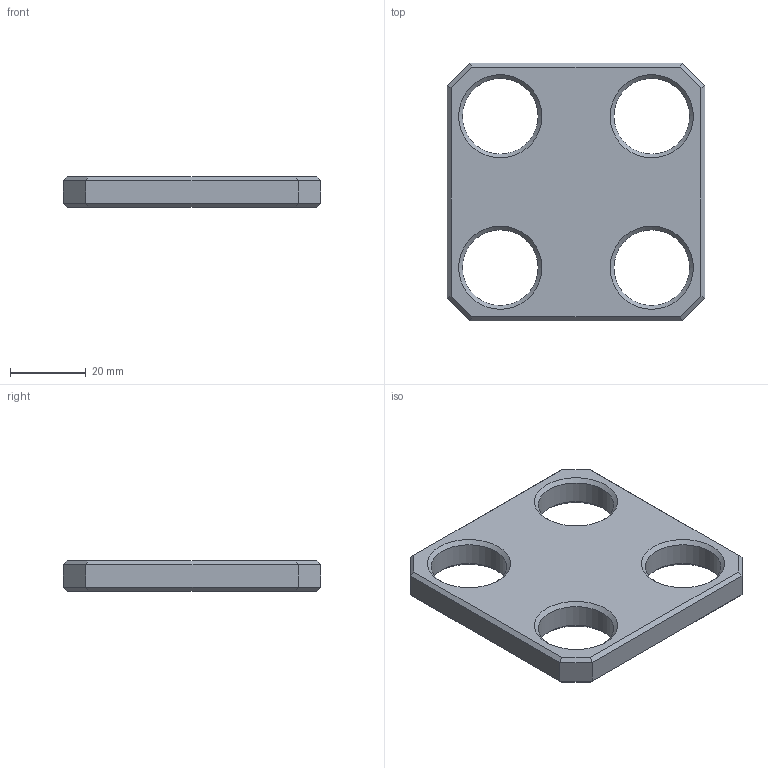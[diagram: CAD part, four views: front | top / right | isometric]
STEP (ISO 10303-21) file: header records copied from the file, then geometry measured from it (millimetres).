
FILE_DESCRIPTION(/* description */ ('Passplatte 80x80x8 schwarz'),/* implementation_level */ '2;1');
FILE_NAME(/* name */ 'SV4007S_A.stp',/* time_stamp */ '2015-11-28T11:07:03+01:00',/* author */ ('marina kaa'),/* organization */ (''),/* preprocessor_version */ 'ST-DEVELOPER v15.6',/* originating_system */ 'Autodesk Inventor 2015',/* authorisation */ '');
FILE_SCHEMA (('AUTOMOTIVE_DESIGN { 1 0 10303 214 3 1 1 }'));
Length unit declared in the file: millimetre
Products named in the file (1): SV4007S_A
Bounding box: 68 x 68 x 8 mm (x, y, z)
Volume: 25847.5 mm3; surface area: 10075.9 mm2
Topology: 1 solids, 1 shells, 38 faces, 88 edges, 52 vertices
Faces by surface type: plane 26, cone 8, cylinder 4
Full cylindrical faces by diameter (mm): 20 x4
Entity records: 992 total; most frequent: DIRECTION 166, CARTESIAN_POINT 159, ORIENTED_EDGE 144, EDGE_CURVE 72, EDGE_LOOP 58, LINE 56, VECTOR 56, AXIS2_PLACEMENT_3D 55
